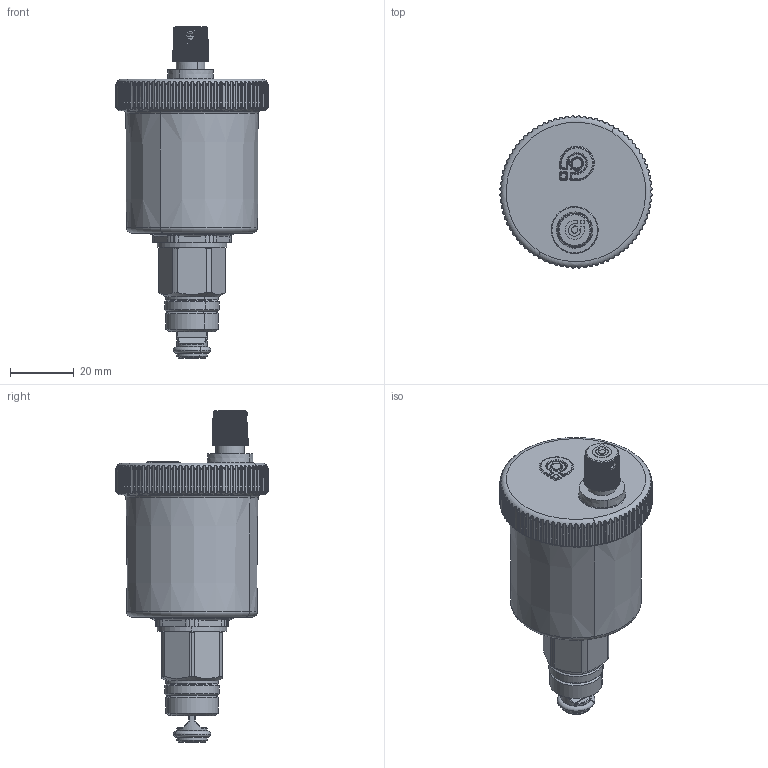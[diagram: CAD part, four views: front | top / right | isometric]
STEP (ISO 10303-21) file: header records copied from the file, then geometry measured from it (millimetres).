
FILE_DESCRIPTION(('CATIA V5 STEP Exchange'),'2;1');
FILE_NAME('STEP_502130_-_TST.stp','2018-09-10T09:16:44+00:00',('none'),('none'),'CATIA Version 5-6 Release 2016 SP4','CATIA V5 STEP AP203','none');
FILE_SCHEMA(('CONFIG_CONTROL_DESIGN'));
Length unit declared in the file: millimetre
Products named in the file (1): 502130 - TST
Bounding box: 47.87 x 47.87 x 104.4 mm (x, y, z)
Volume: 80348.5 mm3; surface area: 13569.5 mm2
Topology: 2 solids, 3 shells, 891 faces, 2542 edges, 1659 vertices
Faces by surface type: plane 335, cylinder 280, extrusion 147, cone 43, bspline 41, torus 36, sphere 9
Entity records: 35785 total; most frequent: CARTESIAN_POINT 15495, ORIENTED_EDGE 5054, DIRECTION 2709, EDGE_CURVE 2527, VERTEX_POINT 1659, B_SPLINE_CURVE_WITH_KNOTS 1362, AXIS2_PLACEMENT_3D 1050, VECTOR 1035
